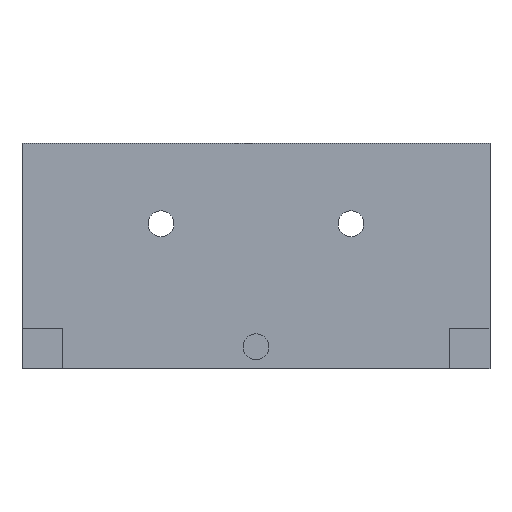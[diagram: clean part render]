
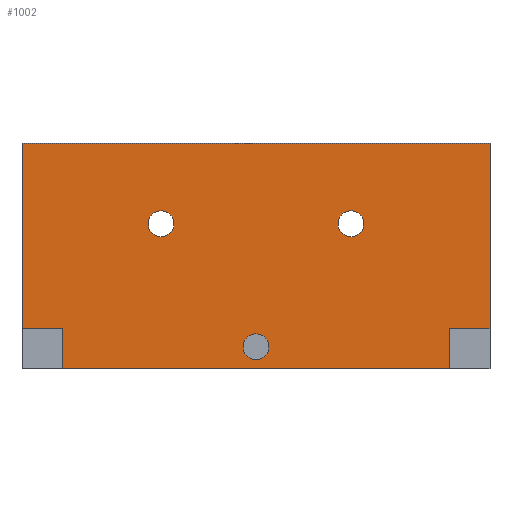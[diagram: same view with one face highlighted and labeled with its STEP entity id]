
A CAD part, front view. The second image highlights one B-rep face of the part: STEP entity #1002.
In plain terms, the highlighted planar face has unit normal (0, -1, 0).
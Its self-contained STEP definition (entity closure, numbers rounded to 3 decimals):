
#29=FACE_BOUND('',#178,.T.);
#30=FACE_BOUND('',#179,.T.);
#31=FACE_BOUND('',#180,.T.);
#69=PLANE('',#1103);
#112=FACE_OUTER_BOUND('',#177,.T.);
#177=EDGE_LOOP('',(#836,#837,#838,#839,#840,#841,#842,#843));
#178=EDGE_LOOP('',(#844));
#179=EDGE_LOOP('',(#845));
#180=EDGE_LOOP('',(#846));
#267=LINE('',#1680,#353);
#271=LINE('',#1689,#357);
#277=LINE('',#1701,#363);
#284=LINE('',#1714,#370);
#285=LINE('',#1716,#371);
#286=LINE('',#1719,#372);
#287=LINE('',#1720,#373);
#288=LINE('',#1721,#374);
#353=VECTOR('',#1311,10.);
#357=VECTOR('',#1319,10.);
#363=VECTOR('',#1327,10.);
#370=VECTOR('',#1340,10.);
#371=VECTOR('',#1343,10.);
#372=VECTOR('',#1346,10.);
#373=VECTOR('',#1347,10.);
#374=VECTOR('',#1348,10.);
#402=CIRCLE('',#1058,1.6);
#409=CIRCLE('',#1076,1.6);
#411=CIRCLE('',#1079,1.6);
#462=VERTEX_POINT('',#1499);
#480=VERTEX_POINT('',#1620);
#482=VERTEX_POINT('',#1626);
#499=VERTEX_POINT('',#1677);
#500=VERTEX_POINT('',#1679);
#501=VERTEX_POINT('',#1685);
#503=VERTEX_POINT('',#1688);
#506=VERTEX_POINT('',#1695);
#508=VERTEX_POINT('',#1699);
#511=VERTEX_POINT('',#1712);
#512=VERTEX_POINT('',#1718);
#559=EDGE_CURVE('',#462,#462,#402,.T.);
#584=EDGE_CURVE('',#480,#480,#409,.T.);
#587=EDGE_CURVE('',#482,#482,#411,.T.);
#615=EDGE_CURVE('',#499,#500,#267,.T.);
#619=EDGE_CURVE('',#503,#501,#271,.T.);
#625=EDGE_CURVE('',#508,#506,#277,.T.);
#632=EDGE_CURVE('',#508,#511,#284,.T.);
#633=EDGE_CURVE('',#499,#503,#285,.T.);
#634=EDGE_CURVE('',#512,#511,#286,.T.);
#635=EDGE_CURVE('',#500,#512,#287,.T.);
#636=EDGE_CURVE('',#506,#501,#288,.T.);
#836=ORIENTED_EDGE('',*,*,#634,.F.);
#837=ORIENTED_EDGE('',*,*,#635,.F.);
#838=ORIENTED_EDGE('',*,*,#615,.F.);
#839=ORIENTED_EDGE('',*,*,#633,.T.);
#840=ORIENTED_EDGE('',*,*,#619,.T.);
#841=ORIENTED_EDGE('',*,*,#636,.F.);
#842=ORIENTED_EDGE('',*,*,#625,.F.);
#843=ORIENTED_EDGE('',*,*,#632,.T.);
#844=ORIENTED_EDGE('',*,*,#559,.T.);
#845=ORIENTED_EDGE('',*,*,#587,.T.);
#846=ORIENTED_EDGE('',*,*,#584,.T.);
#1002=ADVANCED_FACE('',(#112,#29,#30,#31),#69,.T.);
#1058=AXIS2_PLACEMENT_3D('',#1500,#1201,#1202);
#1076=AXIS2_PLACEMENT_3D('',#1621,#1252,#1253);
#1079=AXIS2_PLACEMENT_3D('',#1627,#1259,#1260);
#1103=AXIS2_PLACEMENT_3D('',#1717,#1344,#1345);
#1201=DIRECTION('center_axis',(0.,1.,0.));
#1202=DIRECTION('ref_axis',(1.,0.,0.));
#1252=DIRECTION('center_axis',(0.,1.,0.));
#1253=DIRECTION('ref_axis',(1.,0.,0.));
#1259=DIRECTION('center_axis',(0.,1.,0.));
#1260=DIRECTION('ref_axis',(1.,0.,0.));
#1311=DIRECTION('',(0.,0.,1.));
#1319=DIRECTION('',(0.,0.,-1.));
#1327=DIRECTION('',(0.,0.,-1.));
#1340=DIRECTION('',(1.,0.,0.));
#1343=DIRECTION('',(1.,0.,0.));
#1344=DIRECTION('center_axis',(0.,-1.,0.));
#1345=DIRECTION('ref_axis',(1.,0.,0.));
#1346=DIRECTION('',(0.,0.,-1.));
#1347=DIRECTION('',(1.,0.,0.));
#1348=DIRECTION('',(-1.,0.,0.));
#1499=CARTESIAN_POINT('',(27.4,5.,2.75));
#1500=CARTESIAN_POINT('Origin',(29.,5.,2.75));
#1620=CARTESIAN_POINT('',(39.165,5.,18.));
#1621=CARTESIAN_POINT('Origin',(40.765,5.,18.));
#1626=CARTESIAN_POINT('',(15.636,5.,18.));
#1627=CARTESIAN_POINT('Origin',(17.236,5.,18.));
#1677=CARTESIAN_POINT('',(0.,5.,5.));
#1679=CARTESIAN_POINT('',(0.,5.,28.));
#1680=CARTESIAN_POINT('',(0.,5.,4.));
#1685=CARTESIAN_POINT('',(5.,5.,0.));
#1688=CARTESIAN_POINT('',(5.,5.,5.));
#1689=CARTESIAN_POINT('',(5.,5.,5.));
#1695=CARTESIAN_POINT('',(53.,5.,0.));
#1699=CARTESIAN_POINT('',(53.,5.,5.));
#1701=CARTESIAN_POINT('',(53.,5.,5.));
#1712=CARTESIAN_POINT('',(58.,5.,5.));
#1714=CARTESIAN_POINT('',(14.5,5.,5.));
#1716=CARTESIAN_POINT('',(14.5,5.,5.));
#1717=CARTESIAN_POINT('Origin',(0.,5.,8.));
#1718=CARTESIAN_POINT('',(58.,5.,28.));
#1719=CARTESIAN_POINT('',(58.,5.,4.));
#1720=CARTESIAN_POINT('',(0.,5.,28.));
#1721=CARTESIAN_POINT('',(17.,5.,0.));
